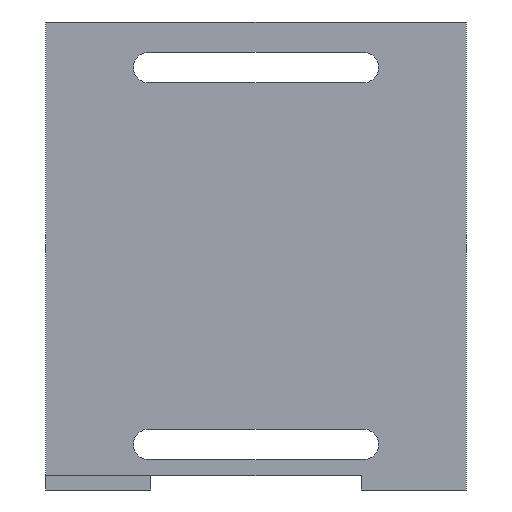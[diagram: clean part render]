
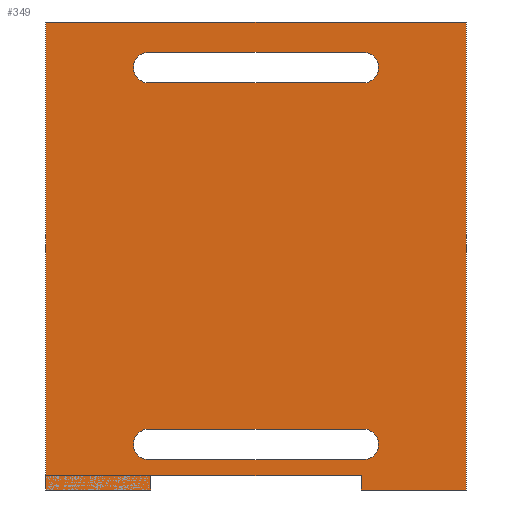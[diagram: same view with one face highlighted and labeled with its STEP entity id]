
A CAD part, left-side view. The second image highlights one B-rep face of the part: STEP entity #349.
In plain terms, the highlighted planar face has unit normal (-1, 0, 0).
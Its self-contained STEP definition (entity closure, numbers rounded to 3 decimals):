
#36=CARTESIAN_POINT('Line Origine',(12.,50.,157.5)) ;
#40=CARTESIAN_POINT('Vertex',(12.,34.7,157.5)) ;
#42=CARTESIAN_POINT('Vertex',(12.,65.3,157.5)) ;
#76=CARTESIAN_POINT('Axis2P3D Location',(12.,34.7,155.3)) ;
#80=CARTESIAN_POINT('Vertex',(12.,34.7,153.1)) ;
#226=CARTESIAN_POINT('Axis2P3D Location',(12.,0.,0.)) ;
#231=CARTESIAN_POINT('Line Origine',(12.,72.5,95.)) ;
#235=CARTESIAN_POINT('Vertex',(12.,80.,95.)) ;
#237=CARTESIAN_POINT('Vertex',(12.,65.,95.)) ;
#240=CARTESIAN_POINT('Line Origine',(12.,65.,96.)) ;
#244=CARTESIAN_POINT('Vertex',(12.,65.,97.)) ;
#247=CARTESIAN_POINT('Line Origine',(12.,50.,97.)) ;
#251=CARTESIAN_POINT('Vertex',(12.,35.,97.)) ;
#254=CARTESIAN_POINT('Line Origine',(12.,35.,96.)) ;
#258=CARTESIAN_POINT('Vertex',(12.,35.,95.)) ;
#261=CARTESIAN_POINT('Line Origine',(12.,27.5,95.)) ;
#265=CARTESIAN_POINT('Vertex',(12.,20.,95.)) ;
#268=CARTESIAN_POINT('Line Origine',(12.,20.,128.4)) ;
#272=CARTESIAN_POINT('Vertex',(12.,20.,161.8)) ;
#275=CARTESIAN_POINT('Line Origine',(12.,50.,161.8)) ;
#279=CARTESIAN_POINT('Vertex',(12.,80.,161.8)) ;
#282=CARTESIAN_POINT('Line Origine',(12.,80.,128.4)) ;
#297=CARTESIAN_POINT('Line Origine',(12.,50.,153.1)) ;
#301=CARTESIAN_POINT('Vertex',(12.,65.3,153.1)) ;
#304=CARTESIAN_POINT('Axis2P3D Location',(12.,65.3,155.3)) ;
#315=CARTESIAN_POINT('Axis2P3D Location',(12.,34.7,101.5)) ;
#319=CARTESIAN_POINT('Vertex',(12.,34.7,103.7)) ;
#321=CARTESIAN_POINT('Vertex',(12.,34.7,99.3)) ;
#324=CARTESIAN_POINT('Line Origine',(12.,50.,99.3)) ;
#328=CARTESIAN_POINT('Vertex',(12.,65.3,99.3)) ;
#331=CARTESIAN_POINT('Axis2P3D Location',(12.,65.3,101.5)) ;
#335=CARTESIAN_POINT('Vertex',(12.,65.3,103.7)) ;
#338=CARTESIAN_POINT('Line Origine',(12.,50.,103.7)) ;
#38=VECTOR('Line Direction',#37,1.) ;
#233=VECTOR('Line Direction',#232,1.) ;
#242=VECTOR('Line Direction',#241,1.) ;
#249=VECTOR('Line Direction',#248,1.) ;
#256=VECTOR('Line Direction',#255,1.) ;
#263=VECTOR('Line Direction',#262,1.) ;
#270=VECTOR('Line Direction',#269,1.) ;
#277=VECTOR('Line Direction',#276,1.) ;
#284=VECTOR('Line Direction',#283,1.) ;
#299=VECTOR('Line Direction',#298,1.) ;
#326=VECTOR('Line Direction',#325,1.) ;
#340=VECTOR('Line Direction',#339,1.) ;
#37=DIRECTION('Vector Direction',(0.,1.,0.)) ;
#77=DIRECTION('Axis2P3D Direction',(1.,0.,0.)) ;
#227=DIRECTION('Axis2P3D Direction',(1.,0.,0.)) ;
#228=DIRECTION('Axis2P3D XDirection',(0.,1.,0.)) ;
#232=DIRECTION('Vector Direction',(0.,1.,0.)) ;
#241=DIRECTION('Vector Direction',(0.,0.,1.)) ;
#248=DIRECTION('Vector Direction',(0.,1.,0.)) ;
#255=DIRECTION('Vector Direction',(0.,0.,1.)) ;
#262=DIRECTION('Vector Direction',(0.,1.,0.)) ;
#269=DIRECTION('Vector Direction',(0.,0.,-1.)) ;
#276=DIRECTION('Vector Direction',(0.,-1.,0.)) ;
#283=DIRECTION('Vector Direction',(0.,0.,1.)) ;
#298=DIRECTION('Vector Direction',(0.,-1.,0.)) ;
#305=DIRECTION('Axis2P3D Direction',(1.,0.,0.)) ;
#316=DIRECTION('Axis2P3D Direction',(1.,0.,0.)) ;
#325=DIRECTION('Vector Direction',(0.,1.,0.)) ;
#332=DIRECTION('Axis2P3D Direction',(1.,0.,0.)) ;
#339=DIRECTION('Vector Direction',(0.,-1.,0.)) ;
#78=AXIS2_PLACEMENT_3D('Circle Axis2P3D',#76,#77,$) ;
#229=AXIS2_PLACEMENT_3D('Plane Axis2P3D',#226,#227,#228) ;
#306=AXIS2_PLACEMENT_3D('Circle Axis2P3D',#304,#305,$) ;
#317=AXIS2_PLACEMENT_3D('Circle Axis2P3D',#315,#316,$) ;
#333=AXIS2_PLACEMENT_3D('Circle Axis2P3D',#331,#332,$) ;
#39=LINE('Line',#36,#38) ;
#234=LINE('Line',#231,#233) ;
#243=LINE('Line',#240,#242) ;
#250=LINE('Line',#247,#249) ;
#257=LINE('Line',#254,#256) ;
#264=LINE('Line',#261,#263) ;
#271=LINE('Line',#268,#270) ;
#278=LINE('Line',#275,#277) ;
#285=LINE('Line',#282,#284) ;
#300=LINE('Line',#297,#299) ;
#327=LINE('Line',#324,#326) ;
#341=LINE('Line',#338,#340) ;
#79=CIRCLE('generated circle',#78,2.2) ;
#307=CIRCLE('generated circle',#306,2.2) ;
#318=CIRCLE('generated circle',#317,2.2) ;
#334=CIRCLE('generated circle',#333,2.2) ;
#230=PLANE('',#229) ;
#314=FACE_BOUND('',#309,.T.) ;
#348=FACE_BOUND('',#343,.T.) ;
#44=EDGE_CURVE('',#41,#43,#39,.T.) ;
#82=EDGE_CURVE('',#41,#81,#79,.T.) ;
#239=EDGE_CURVE('',#236,#238,#234,.F.) ;
#246=EDGE_CURVE('',#238,#245,#243,.T.) ;
#253=EDGE_CURVE('',#252,#245,#250,.T.) ;
#260=EDGE_CURVE('',#259,#252,#257,.T.) ;
#267=EDGE_CURVE('',#259,#266,#264,.F.) ;
#274=EDGE_CURVE('',#273,#266,#271,.T.) ;
#281=EDGE_CURVE('',#280,#273,#278,.T.) ;
#286=EDGE_CURVE('',#236,#280,#285,.T.) ;
#303=EDGE_CURVE('',#302,#81,#300,.T.) ;
#308=EDGE_CURVE('',#302,#43,#307,.T.) ;
#323=EDGE_CURVE('',#320,#322,#318,.T.) ;
#330=EDGE_CURVE('',#322,#329,#327,.T.) ;
#337=EDGE_CURVE('',#329,#336,#334,.T.) ;
#342=EDGE_CURVE('',#336,#320,#341,.T.) ;
#288=ORIENTED_EDGE('',*,*,#239,.T.) ;
#289=ORIENTED_EDGE('',*,*,#246,.T.) ;
#290=ORIENTED_EDGE('',*,*,#253,.F.) ;
#291=ORIENTED_EDGE('',*,*,#260,.F.) ;
#292=ORIENTED_EDGE('',*,*,#267,.T.) ;
#293=ORIENTED_EDGE('',*,*,#274,.F.) ;
#294=ORIENTED_EDGE('',*,*,#281,.F.) ;
#295=ORIENTED_EDGE('',*,*,#286,.F.) ;
#310=ORIENTED_EDGE('',*,*,#44,.F.) ;
#311=ORIENTED_EDGE('',*,*,#82,.T.) ;
#312=ORIENTED_EDGE('',*,*,#303,.F.) ;
#313=ORIENTED_EDGE('',*,*,#308,.T.) ;
#344=ORIENTED_EDGE('',*,*,#323,.T.) ;
#345=ORIENTED_EDGE('',*,*,#330,.T.) ;
#346=ORIENTED_EDGE('',*,*,#337,.T.) ;
#347=ORIENTED_EDGE('',*,*,#342,.T.) ;
#287=EDGE_LOOP('',(#288,#289,#290,#291,#292,#293,#294,#295)) ;
#309=EDGE_LOOP('',(#310,#311,#312,#313)) ;
#343=EDGE_LOOP('',(#344,#345,#346,#347)) ;
#41=VERTEX_POINT('',#40) ;
#43=VERTEX_POINT('',#42) ;
#81=VERTEX_POINT('',#80) ;
#236=VERTEX_POINT('',#235) ;
#238=VERTEX_POINT('',#237) ;
#245=VERTEX_POINT('',#244) ;
#252=VERTEX_POINT('',#251) ;
#259=VERTEX_POINT('',#258) ;
#266=VERTEX_POINT('',#265) ;
#273=VERTEX_POINT('',#272) ;
#280=VERTEX_POINT('',#279) ;
#302=VERTEX_POINT('',#301) ;
#320=VERTEX_POINT('',#319) ;
#322=VERTEX_POINT('',#321) ;
#329=VERTEX_POINT('',#328) ;
#336=VERTEX_POINT('',#335) ;
#349=ADVANCED_FACE('Corps principal',(#296,#314,#348),#230,.F.) ;
#296=FACE_OUTER_BOUND('',#287,.T.) ;
